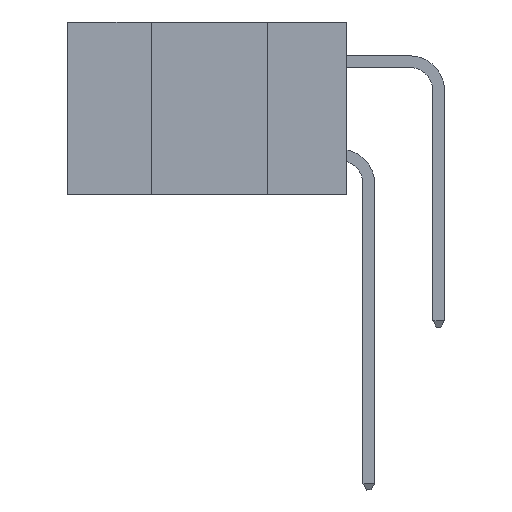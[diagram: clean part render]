
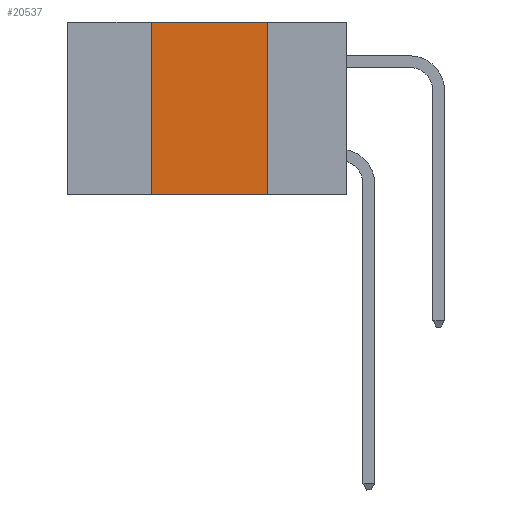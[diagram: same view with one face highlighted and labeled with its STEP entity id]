
A CAD part, left-side view. The second image highlights one B-rep face of the part: STEP entity #20537.
In plain terms, the highlighted planar face has unit normal (-1, 0, 0).
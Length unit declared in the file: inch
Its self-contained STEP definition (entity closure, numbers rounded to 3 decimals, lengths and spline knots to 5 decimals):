
#1071 = EDGE_CURVE ( 'NONE', #16277, #12426, #19910, .T. ) ;
#1345 = VECTOR ( 'NONE', #5722, 39.37008 ) ;
#1883 = EDGE_LOOP ( 'NONE', ( #3051, #2284, #19349, #19619 ) ) ;
#2284 = ORIENTED_EDGE ( 'NONE', *, *, #1071, .F. ) ;
#3051 = ORIENTED_EDGE ( 'NONE', *, *, #18063, .F. ) ;
#4589 = CARTESIAN_POINT ( 'NONE',  ( 0., 0.17, -0.37 ) ) ;
#5158 = LINE ( 'NONE', #22307, #6500 ) ;
#5368 = AXIS2_PLACEMENT_3D ( 'NONE', #11771, #24469, #9805 ) ;
#5722 = DIRECTION ( 'NONE',  ( 0., 0., 1. ) ) ;
#6500 = VECTOR ( 'NONE', #26118, 39.37008 ) ;
#9196 = EDGE_CURVE ( 'NONE', #22902, #26839, #17630, .T. ) ;
#9251 = DIRECTION ( 'NONE',  ( 0., -1., 0. ) ) ;
#9805 = DIRECTION ( 'NONE',  ( 0., 0., -1. ) ) ;
#9976 = LINE ( 'NONE', #20383, #1345 ) ;
#11135 = CARTESIAN_POINT ( 'NONE',  ( 0., 0.42, 0. ) ) ;
#11771 = CARTESIAN_POINT ( 'NONE',  ( 0., 0.6, 0. ) ) ;
#11800 = CARTESIAN_POINT ( 'NONE',  ( 0., 0.17, 0. ) ) ;
#11956 = PLANE ( 'NONE',  #5368 ) ;
#12097 = CARTESIAN_POINT ( 'NONE',  ( 0., 0.42, -0.37 ) ) ;
#12171 = CARTESIAN_POINT ( 'NONE',  ( 0., 0.6, 0. ) ) ;
#12426 = VERTEX_POINT ( 'NONE', #11800 ) ;
#16277 = VERTEX_POINT ( 'NONE', #11135 ) ;
#17630 = LINE ( 'NONE', #19635, #22668 ) ;
#18063 = EDGE_CURVE ( 'NONE', #12426, #26839, #5158, .T. ) ;
#19349 = ORIENTED_EDGE ( 'NONE', *, *, #21489, .F. ) ;
#19619 = ORIENTED_EDGE ( 'NONE', *, *, #9196, .T. ) ;
#19635 = CARTESIAN_POINT ( 'NONE',  ( 0., 0.6, -0.37 ) ) ;
#19910 = LINE ( 'NONE', #12171, #21264 ) ;
#20383 = CARTESIAN_POINT ( 'NONE',  ( 0., 0.42, 0. ) ) ;
#20537 = ADVANCED_FACE ( 'NONE', ( #21450 ), #11956, .F. ) ;
#21264 = VECTOR ( 'NONE', #27008, 39.37008 ) ;
#21450 = FACE_OUTER_BOUND ( 'NONE', #1883, .T. ) ;
#21489 = EDGE_CURVE ( 'NONE', #22902, #16277, #9976, .T. ) ;
#22307 = CARTESIAN_POINT ( 'NONE',  ( 0., 0.17, 0. ) ) ;
#22668 = VECTOR ( 'NONE', #9251, 39.37008 ) ;
#22902 = VERTEX_POINT ( 'NONE', #12097 ) ;
#24469 = DIRECTION ( 'NONE',  ( 1., 0., 0. ) ) ;
#26118 = DIRECTION ( 'NONE',  ( 0., 0., -1. ) ) ;
#26839 = VERTEX_POINT ( 'NONE', #4589 ) ;
#27008 = DIRECTION ( 'NONE',  ( 0., -1., 0. ) ) ;
